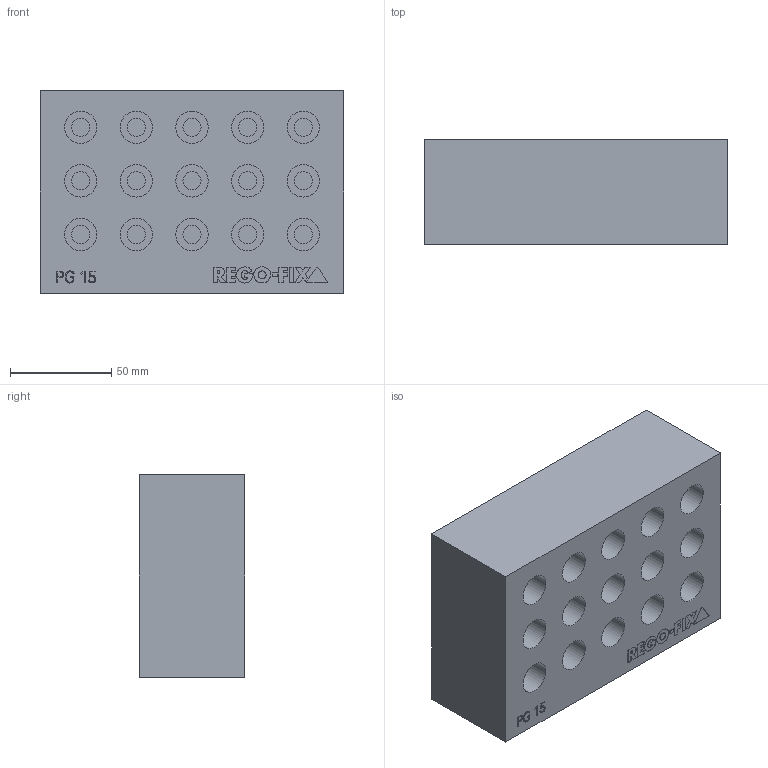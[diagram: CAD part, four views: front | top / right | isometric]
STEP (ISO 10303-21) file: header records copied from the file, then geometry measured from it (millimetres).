
FILE_DESCRIPTION( ( 'Unknown' ), '1' );
FILE_NAME( '769815000-B.stp', 'Unknown', ( 'Unknown' ), ( 'Unknown' ), 'PSStep 15.0.49', 'Unknown', ' ' );
FILE_SCHEMA( ( 'AUTOMOTIVE_DESIGN { 1 0 10303 214 1 1 1 1 }' ) );
Length unit declared in the file: millimetre
Products named in the file (1): 1
Bounding box: 150 x 52 x 100 mm (x, y, z)
Volume: 647027 mm3; surface area: 90203.4 mm2
Topology: 1 solids, 1 shells, 173 faces, 375 edges, 250 vertices
Faces by surface type: plane 124, cylinder 30, extrusion 19
Full cylindrical faces by diameter (mm): 9 x15, 16 x15
Entity records: 7230 total; most frequent: CARTESIAN_POINT 2160, DIRECTION 695, ORIENTED_EDGE 688, EDGE_CURVE 344, VECTOR 265, EDGE_LOOP 250, VERTEX_POINT 250, LINE 246
